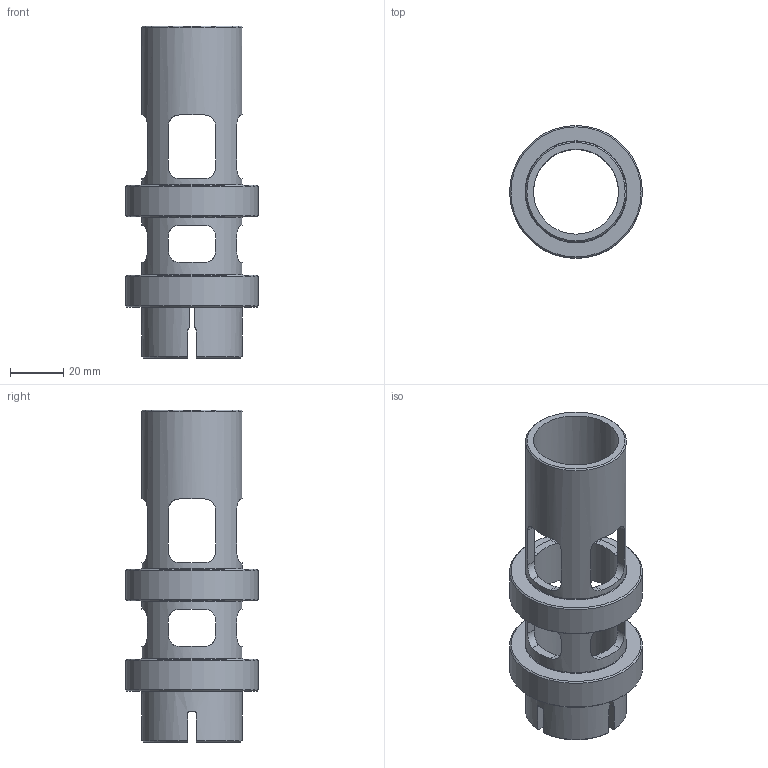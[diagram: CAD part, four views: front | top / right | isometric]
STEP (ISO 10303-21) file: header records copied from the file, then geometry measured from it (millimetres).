
FILE_DESCRIPTION(/* description */ (''),/* implementation_level */ '2;1');
FILE_NAME(/* name */ 'cylinder.prt.stp',/* time_stamp */ '2024-01-30T10:31:36+05:00',/* author */ (''),/* organization */ (''),/* preprocessor_version */ 'ST-DEVELOPER v16.7',/* originating_system */ 'SIEMENS PLM Software NX 12.0',/* authorisation */ '');
FILE_SCHEMA (('AUTOMOTIVE_DESIGN { 1 0 10303 214 3 1 1 1 }'));
Length unit declared in the file: millimetre
Products named in the file (1): cylinder
Bounding box: 50 x 50 x 125 mm (x, y, z)
Volume: 52433.5 mm3; surface area: 28456.5 mm2
Topology: 1 solids, 1 shells, 119 faces, 346 edges, 228 vertices
Faces by surface type: plane 55, cylinder 51, cone 9, torus 4
Full cylindrical faces by diameter (mm): 32 x1, 38 x2, 50 x2
Entity records: 4616 total; most frequent: CARTESIAN_POINT 1671, ORIENTED_EDGE 640, DIRECTION 532, EDGE_CURVE 320, VERTEX_POINT 219, AXIS2_PLACEMENT_3D 190, EDGE_LOOP 153, LINE 152
